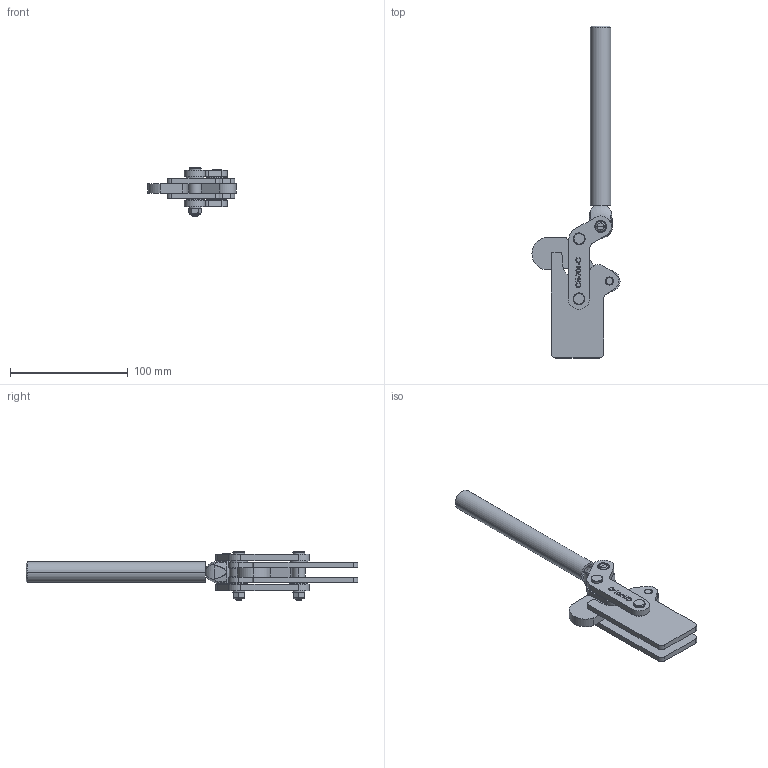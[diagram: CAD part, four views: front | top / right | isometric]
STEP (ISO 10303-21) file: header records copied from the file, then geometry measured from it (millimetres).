
FILE_DESCRIPTION (( 'STEP AP203' ), '1' );
FILE_NAME ('CH-701-C.STEP', '2017-12-08T00:59:20', ( 'Windows' ), ( 'Microsoft' ), 'SwSTEP 2.0', 'SolidWorks 2015', '' );
FILE_SCHEMA (( 'CONFIG_CONTROL_DESIGN' ));
Length unit declared in the file: millimetre
Products named in the file (14): 702-C-10-1; 02-04-2; DIANPIAN; 02-05; 1-4滅侂蹟譫; 02-06; CH-701-C; 02-07; 02-08; 02-09; 02-12; 01-01; 02-13; 02-03
Assembly tree (22 placements, depth 2):
  CH-701-C
    01-01
    02-03  x2
    02-04-2
    02-05
    02-06  x2
    02-07  x2
    02-08
    02-09
    02-12  x2
    02-13  x2
    702-C-10-1
    DIANPIAN  x4
    1-4滅侂蹟譫  x2
Bounding box: 74.81 x 282.13 x 40.9 mm (x, y, z)
Volume: 93979.5 mm3; surface area: 60152.2 mm2
Topology: 25 solids, 25 shells, 2926 faces, 8292 edges, 5450 vertices
Faces by surface type: plane 1658, cylinder 965, bspline 196, cone 74, torus 33
Entity records: 75209 total; most frequent: CARTESIAN_POINT 23109, ORIENTED_EDGE 11144, DIRECTION 9971, EDGE_CURVE 5572, VERTEX_POINT 3648, AXIS2_PLACEMENT_3D 3554, LINE 2863, VECTOR 2863
